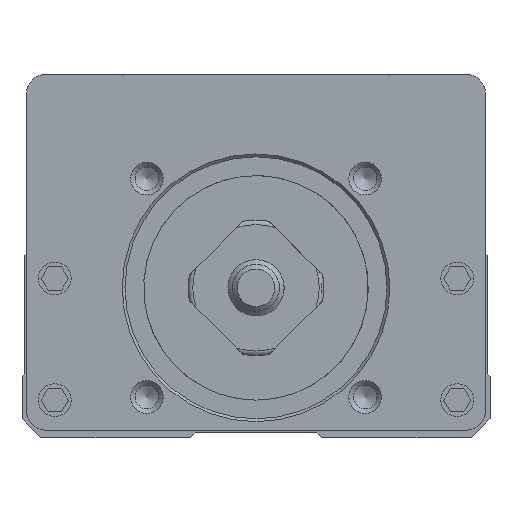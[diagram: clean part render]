
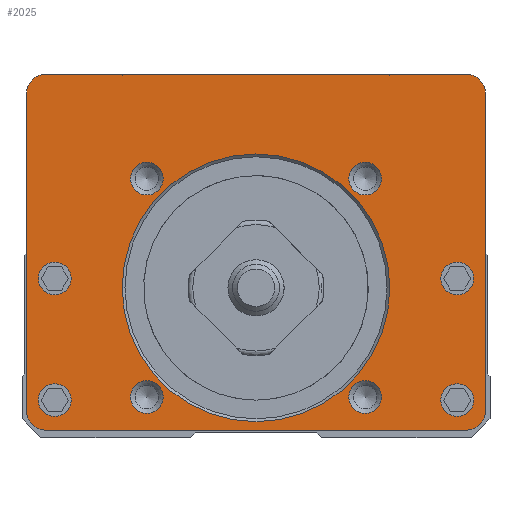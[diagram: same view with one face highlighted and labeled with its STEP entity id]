
A CAD part, front view. The second image highlights one B-rep face of the part: STEP entity #2025.
In plain terms, the highlighted planar face has unit normal (0, -1, 0).
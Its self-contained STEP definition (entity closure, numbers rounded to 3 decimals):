
#293=PLANE('',#18761);
#1040=FACE_BOUND('',#4141,.T.);
#1041=FACE_BOUND('',#4142,.T.);
#1042=FACE_BOUND('',#4143,.T.);
#1043=FACE_BOUND('',#4144,.T.);
#1044=FACE_BOUND('',#4145,.T.);
#1045=FACE_BOUND('',#4146,.T.);
#1046=FACE_BOUND('',#4147,.T.);
#1047=FACE_BOUND('',#4148,.T.);
#1048=FACE_BOUND('',#4149,.T.);
#1049=FACE_BOUND('',#4150,.T.);
#1485=CIRCLE('',#18724,2.);
#1487=CIRCLE('',#18727,2.);
#1503=CIRCLE('',#18750,14.3);
#1504=CIRCLE('',#18751,1.75);
#1505=CIRCLE('',#18752,1.75);
#1506=CIRCLE('',#18753,1.75);
#1507=CIRCLE('',#18754,1.75);
#1508=CIRCLE('',#18755,1.75);
#1509=CIRCLE('',#18756,1.75);
#1510=CIRCLE('',#18757,1.75);
#1511=CIRCLE('',#18758,1.75);
#1512=CIRCLE('',#18759,2.);
#1513=CIRCLE('',#18760,2.);
#2025=ADVANCED_FACE('',(#1040,#1041,#1042,#1043,#1044,#1045,#1046,#1047,
#1048,#1049),#293,.T.);
#4141=EDGE_LOOP('',(#6099));
#4142=EDGE_LOOP('',(#6100));
#4143=EDGE_LOOP('',(#6101));
#4144=EDGE_LOOP('',(#6102));
#4145=EDGE_LOOP('',(#6103));
#4146=EDGE_LOOP('',(#6104));
#4147=EDGE_LOOP('',(#6105));
#4148=EDGE_LOOP('',(#6106));
#4149=EDGE_LOOP('',(#6107));
#4150=EDGE_LOOP('',(#6108,#6109,#6110,#6111,#6112,#6113,#6114,#6115));
#6099=ORIENTED_EDGE('',*,*,#12700,.T.);
#6100=ORIENTED_EDGE('',*,*,#12701,.T.);
#6101=ORIENTED_EDGE('',*,*,#12702,.T.);
#6102=ORIENTED_EDGE('',*,*,#12703,.T.);
#6103=ORIENTED_EDGE('',*,*,#12704,.T.);
#6104=ORIENTED_EDGE('',*,*,#12705,.F.);
#6105=ORIENTED_EDGE('',*,*,#12706,.T.);
#6106=ORIENTED_EDGE('',*,*,#12707,.T.);
#6107=ORIENTED_EDGE('',*,*,#12708,.F.);
#6108=ORIENTED_EDGE('',*,*,#12503,.T.);
#6109=ORIENTED_EDGE('',*,*,#12586,.T.);
#6110=ORIENTED_EDGE('',*,*,#12551,.F.);
#6111=ORIENTED_EDGE('',*,*,#12709,.F.);
#6112=ORIENTED_EDGE('',*,*,#12572,.T.);
#6113=ORIENTED_EDGE('',*,*,#12710,.T.);
#6114=ORIENTED_EDGE('',*,*,#12538,.T.);
#6115=ORIENTED_EDGE('',*,*,#12588,.T.);
#10716=VERTEX_POINT('',#25543);
#10719=VERTEX_POINT('',#25548);
#10752=VERTEX_POINT('',#25623);
#10753=VERTEX_POINT('',#25625);
#10755=VERTEX_POINT('',#25631);
#10763=VERTEX_POINT('',#25648);
#10778=VERTEX_POINT('',#25686);
#10779=VERTEX_POINT('',#25688);
#10885=VERTEX_POINT('',#26048);
#10886=VERTEX_POINT('',#26050);
#10887=VERTEX_POINT('',#26052);
#10888=VERTEX_POINT('',#26054);
#10889=VERTEX_POINT('',#26056);
#10890=VERTEX_POINT('',#26058);
#10891=VERTEX_POINT('',#26060);
#10892=VERTEX_POINT('',#26062);
#10893=VERTEX_POINT('',#26064);
#12503=EDGE_CURVE('',#10716,#10719,#14960,.T.);
#12538=EDGE_CURVE('',#10753,#10752,#14994,.T.);
#12551=EDGE_CURVE('',#10763,#10755,#15006,.T.);
#12572=EDGE_CURVE('',#10779,#10778,#15020,.T.);
#12586=EDGE_CURVE('',#10719,#10755,#1485,.T.);
#12588=EDGE_CURVE('',#10752,#10716,#1487,.T.);
#12700=EDGE_CURVE('',#10885,#10885,#1503,.T.);
#12701=EDGE_CURVE('',#10886,#10886,#1504,.T.);
#12702=EDGE_CURVE('',#10887,#10887,#1505,.T.);
#12703=EDGE_CURVE('',#10888,#10888,#1506,.T.);
#12704=EDGE_CURVE('',#10889,#10889,#1507,.T.);
#12705=EDGE_CURVE('',#10890,#10890,#1508,.T.);
#12706=EDGE_CURVE('',#10891,#10891,#1509,.T.);
#12707=EDGE_CURVE('',#10892,#10892,#1510,.T.);
#12708=EDGE_CURVE('',#10893,#10893,#1511,.T.);
#12709=EDGE_CURVE('',#10779,#10763,#1512,.T.);
#12710=EDGE_CURVE('',#10778,#10753,#1513,.T.);
#14960=LINE('',#25549,#16810);
#14994=LINE('',#25624,#16844);
#15006=LINE('',#25649,#16856);
#15020=LINE('',#25687,#16870);
#16810=VECTOR('',#20521,1.);
#16844=VECTOR('',#20571,1.);
#16856=VECTOR('',#20587,1.);
#16870=VECTOR('',#20619,1.);
#18724=AXIS2_PLACEMENT_3D('',#25710,#20645,#20646);
#18727=AXIS2_PLACEMENT_3D('',#25713,#20651,#20652);
#18750=AXIS2_PLACEMENT_3D('',#26047,#20779,#20780);
#18751=AXIS2_PLACEMENT_3D('',#26049,#20781,#20782);
#18752=AXIS2_PLACEMENT_3D('',#26051,#20783,#20784);
#18753=AXIS2_PLACEMENT_3D('',#26053,#20785,#20786);
#18754=AXIS2_PLACEMENT_3D('',#26055,#20787,#20788);
#18755=AXIS2_PLACEMENT_3D('',#26057,#20789,#20790);
#18756=AXIS2_PLACEMENT_3D('',#26059,#20791,#20792);
#18757=AXIS2_PLACEMENT_3D('',#26061,#20793,#20794);
#18758=AXIS2_PLACEMENT_3D('',#26063,#20795,#20796);
#18759=AXIS2_PLACEMENT_3D('',#26065,#20797,#20798);
#18760=AXIS2_PLACEMENT_3D('',#26066,#20799,#20800);
#18761=AXIS2_PLACEMENT_3D('',#26067,#20801,#20802);
#20521=DIRECTION('',(-1.,0.,0.));
#20571=DIRECTION('',(0.,0.,1.));
#20587=DIRECTION('',(0.,0.,1.));
#20619=DIRECTION('',(1.,0.,0.));
#20645=DIRECTION('',(0.,-1.,0.));
#20646=DIRECTION('',(0.,0.,-1.));
#20651=DIRECTION('',(0.,-1.,0.));
#20652=DIRECTION('',(0.,0.,-1.));
#20779=DIRECTION('',(0.,1.,0.));
#20780=DIRECTION('',(0.,0.,-1.));
#20781=DIRECTION('',(0.,1.,0.));
#20782=DIRECTION('',(0.,0.,-1.));
#20783=DIRECTION('',(0.,1.,0.));
#20784=DIRECTION('',(0.,0.,-1.));
#20785=DIRECTION('',(0.,1.,0.));
#20786=DIRECTION('',(0.,0.,-1.));
#20787=DIRECTION('',(0.,1.,0.));
#20788=DIRECTION('',(0.,0.,-1.));
#20789=DIRECTION('',(0.,-1.,0.));
#20790=DIRECTION('',(-1.,0.,0.));
#20791=DIRECTION('',(0.,1.,0.));
#20792=DIRECTION('',(-1.,0.,0.));
#20793=DIRECTION('',(0.,1.,0.));
#20794=DIRECTION('',(1.,0.,0.));
#20795=DIRECTION('',(0.,-1.,0.));
#20796=DIRECTION('',(1.,0.,0.));
#20797=DIRECTION('',(0.,1.,0.));
#20798=DIRECTION('',(0.,0.,-1.));
#20799=DIRECTION('',(0.,-1.,0.));
#20800=DIRECTION('',(0.,0.,-1.));
#20801=DIRECTION('',(0.,-1.,0.));
#20802=DIRECTION('',(0.,0.,1.));
#25543=CARTESIAN_POINT('',(22.868,-178.78,30.309));
#25548=CARTESIAN_POINT('',(-22.132,-178.78,30.309));
#25549=CARTESIAN_POINT('',(-24.132,-178.78,30.309));
#25623=CARTESIAN_POINT('',(24.868,-178.78,28.309));
#25624=CARTESIAN_POINT('',(24.868,-178.78,-7.691));
#25625=CARTESIAN_POINT('',(24.868,-178.78,-5.691));
#25631=CARTESIAN_POINT('',(-24.132,-178.78,28.309));
#25648=CARTESIAN_POINT('',(-24.132,-178.78,-5.691));
#25649=CARTESIAN_POINT('',(-24.132,-178.78,-7.691));
#25686=CARTESIAN_POINT('',(22.868,-178.78,-7.691));
#25687=CARTESIAN_POINT('',(-24.132,-178.78,-7.691));
#25688=CARTESIAN_POINT('',(-22.132,-178.78,-7.691));
#25710=CARTESIAN_POINT('',(-22.132,-178.78,28.309));
#25713=CARTESIAN_POINT('',(22.868,-178.78,28.309));
#26047=CARTESIAN_POINT('',(0.368,-178.78,7.509));
#26048=CARTESIAN_POINT('',(0.368,-178.78,-6.791));
#26049=CARTESIAN_POINT('',(-11.3,-178.78,-4.158));
#26050=CARTESIAN_POINT('',(-11.3,-178.78,-5.908));
#26051=CARTESIAN_POINT('',(12.035,-178.78,-4.158));
#26052=CARTESIAN_POINT('',(12.035,-178.78,-5.908));
#26053=CARTESIAN_POINT('',(12.035,-178.78,19.176));
#26054=CARTESIAN_POINT('',(12.035,-178.78,17.426));
#26055=CARTESIAN_POINT('',(-11.3,-178.78,19.176));
#26056=CARTESIAN_POINT('',(-11.3,-178.78,17.426));
#26057=CARTESIAN_POINT('',(-21.132,-178.78,8.509));
#26058=CARTESIAN_POINT('',(-22.882,-178.78,8.509));
#26059=CARTESIAN_POINT('',(-21.132,-178.78,-4.491));
#26060=CARTESIAN_POINT('',(-22.882,-178.78,-4.491));
#26061=CARTESIAN_POINT('',(21.868,-178.78,8.509));
#26062=CARTESIAN_POINT('',(23.618,-178.78,8.509));
#26063=CARTESIAN_POINT('',(21.868,-178.78,-4.491));
#26064=CARTESIAN_POINT('',(23.618,-178.78,-4.491));
#26065=CARTESIAN_POINT('',(-22.132,-178.78,-5.691));
#26066=CARTESIAN_POINT('',(22.868,-178.78,-5.691));
#26067=CARTESIAN_POINT('',(-24.132,-178.78,38.509));
